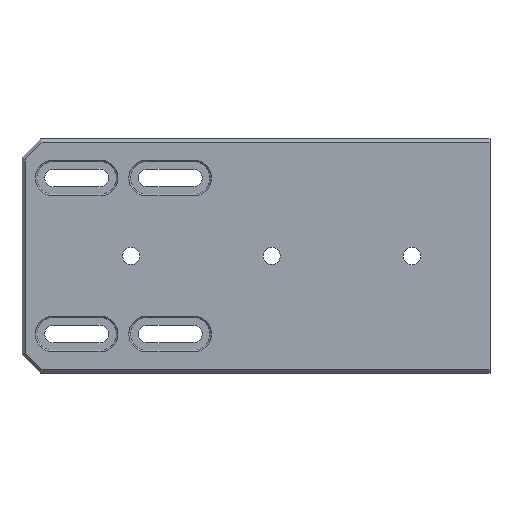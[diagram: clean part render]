
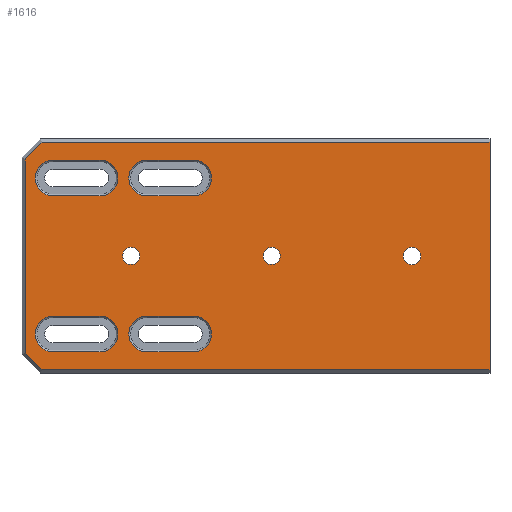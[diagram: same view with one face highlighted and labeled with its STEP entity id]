
A CAD part, top view. The second image highlights one B-rep face of the part: STEP entity #1616.
In plain terms, the highlighted planar face has unit normal (0, 0, 1).
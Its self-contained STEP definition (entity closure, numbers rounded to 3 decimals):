
#132=FACE_BOUND('',#328,.T.);
#133=FACE_BOUND('',#329,.T.);
#134=FACE_BOUND('',#330,.T.);
#135=FACE_BOUND('',#331,.T.);
#136=FACE_BOUND('',#332,.T.);
#137=FACE_BOUND('',#333,.T.);
#138=FACE_BOUND('',#334,.T.);
#184=PLANE('',#1735);
#236=FACE_OUTER_BOUND('',#327,.T.);
#327=EDGE_LOOP('',(#1185,#1186,#1187,#1188,#1189,#1190));
#328=EDGE_LOOP('',(#1191,#1192,#1193,#1194));
#329=EDGE_LOOP('',(#1195,#1196,#1197,#1198));
#330=EDGE_LOOP('',(#1199));
#331=EDGE_LOOP('',(#1200));
#332=EDGE_LOOP('',(#1201));
#333=EDGE_LOOP('',(#1202,#1203,#1204,#1205));
#334=EDGE_LOOP('',(#1206,#1207,#1208,#1209));
#436=CIRCLE('',#1725,5.75);
#438=CIRCLE('',#1729,5.75);
#441=CIRCLE('',#1736,5.75);
#442=CIRCLE('',#1737,5.75);
#443=CIRCLE('',#1738,5.75);
#444=CIRCLE('',#1739,5.75);
#445=CIRCLE('',#1740,2.75);
#446=CIRCLE('',#1741,2.75);
#447=CIRCLE('',#1742,2.75);
#448=CIRCLE('',#1743,5.75);
#449=CIRCLE('',#1744,5.75);
#519=LINE('',#2447,#665);
#522=LINE('',#2456,#668);
#528=LINE('',#2471,#674);
#529=LINE('',#2473,#675);
#530=LINE('',#2475,#676);
#531=LINE('',#2477,#677);
#532=LINE('',#2479,#678);
#533=LINE('',#2480,#679);
#534=LINE('',#2485,#680);
#535=LINE('',#2488,#681);
#536=LINE('',#2493,#682);
#537=LINE('',#2496,#683);
#538=LINE('',#2505,#684);
#539=LINE('',#2509,#685);
#665=VECTOR('',#1924,10.);
#668=VECTOR('',#1935,10.);
#674=VECTOR('',#1949,10.);
#675=VECTOR('',#1950,10.);
#676=VECTOR('',#1951,10.);
#677=VECTOR('',#1952,10.);
#678=VECTOR('',#1953,10.);
#679=VECTOR('',#1954,10.);
#680=VECTOR('',#1957,10.);
#681=VECTOR('',#1960,10.);
#682=VECTOR('',#1963,10.);
#683=VECTOR('',#1966,10.);
#684=VECTOR('',#1973,10.);
#685=VECTOR('',#1976,10.);
#809=VERTEX_POINT('',#2436);
#810=VERTEX_POINT('',#2438);
#813=VERTEX_POINT('',#2445);
#815=VERTEX_POINT('',#2451);
#819=VERTEX_POINT('',#2469);
#820=VERTEX_POINT('',#2470);
#821=VERTEX_POINT('',#2472);
#822=VERTEX_POINT('',#2474);
#823=VERTEX_POINT('',#2476);
#824=VERTEX_POINT('',#2478);
#825=VERTEX_POINT('',#2481);
#826=VERTEX_POINT('',#2482);
#827=VERTEX_POINT('',#2484);
#828=VERTEX_POINT('',#2486);
#829=VERTEX_POINT('',#2489);
#830=VERTEX_POINT('',#2490);
#831=VERTEX_POINT('',#2492);
#832=VERTEX_POINT('',#2494);
#833=VERTEX_POINT('',#2497);
#834=VERTEX_POINT('',#2499);
#835=VERTEX_POINT('',#2501);
#836=VERTEX_POINT('',#2503);
#837=VERTEX_POINT('',#2504);
#838=VERTEX_POINT('',#2506);
#839=VERTEX_POINT('',#2508);
#946=EDGE_CURVE('',#809,#810,#436,.T.);
#950=EDGE_CURVE('',#813,#809,#519,.T.);
#953=EDGE_CURVE('',#815,#813,#438,.T.);
#955=EDGE_CURVE('',#810,#815,#522,.T.);
#962=EDGE_CURVE('',#819,#820,#528,.T.);
#963=EDGE_CURVE('',#819,#821,#529,.T.);
#964=EDGE_CURVE('',#822,#821,#530,.T.);
#965=EDGE_CURVE('',#823,#822,#531,.T.);
#966=EDGE_CURVE('',#824,#823,#532,.T.);
#967=EDGE_CURVE('',#820,#824,#533,.T.);
#968=EDGE_CURVE('',#825,#826,#441,.T.);
#969=EDGE_CURVE('',#827,#825,#534,.T.);
#970=EDGE_CURVE('',#828,#827,#442,.T.);
#971=EDGE_CURVE('',#826,#828,#535,.T.);
#972=EDGE_CURVE('',#829,#830,#443,.T.);
#973=EDGE_CURVE('',#831,#829,#536,.T.);
#974=EDGE_CURVE('',#832,#831,#444,.T.);
#975=EDGE_CURVE('',#830,#832,#537,.T.);
#976=EDGE_CURVE('',#833,#833,#445,.T.);
#977=EDGE_CURVE('',#834,#834,#446,.T.);
#978=EDGE_CURVE('',#835,#835,#447,.T.);
#979=EDGE_CURVE('',#836,#837,#538,.T.);
#980=EDGE_CURVE('',#838,#836,#448,.T.);
#981=EDGE_CURVE('',#839,#838,#539,.T.);
#982=EDGE_CURVE('',#837,#839,#449,.T.);
#1185=ORIENTED_EDGE('',*,*,#962,.F.);
#1186=ORIENTED_EDGE('',*,*,#963,.T.);
#1187=ORIENTED_EDGE('',*,*,#964,.F.);
#1188=ORIENTED_EDGE('',*,*,#965,.F.);
#1189=ORIENTED_EDGE('',*,*,#966,.F.);
#1190=ORIENTED_EDGE('',*,*,#967,.F.);
#1191=ORIENTED_EDGE('',*,*,#968,.F.);
#1192=ORIENTED_EDGE('',*,*,#969,.F.);
#1193=ORIENTED_EDGE('',*,*,#970,.F.);
#1194=ORIENTED_EDGE('',*,*,#971,.F.);
#1195=ORIENTED_EDGE('',*,*,#972,.F.);
#1196=ORIENTED_EDGE('',*,*,#973,.F.);
#1197=ORIENTED_EDGE('',*,*,#974,.F.);
#1198=ORIENTED_EDGE('',*,*,#975,.F.);
#1199=ORIENTED_EDGE('',*,*,#976,.T.);
#1200=ORIENTED_EDGE('',*,*,#977,.T.);
#1201=ORIENTED_EDGE('',*,*,#978,.T.);
#1202=ORIENTED_EDGE('',*,*,#979,.F.);
#1203=ORIENTED_EDGE('',*,*,#980,.F.);
#1204=ORIENTED_EDGE('',*,*,#981,.F.);
#1205=ORIENTED_EDGE('',*,*,#982,.F.);
#1206=ORIENTED_EDGE('',*,*,#946,.F.);
#1207=ORIENTED_EDGE('',*,*,#950,.F.);
#1208=ORIENTED_EDGE('',*,*,#953,.F.);
#1209=ORIENTED_EDGE('',*,*,#955,.F.);
#1616=ADVANCED_FACE('',(#236,#132,#133,#134,#135,#136,#137,#138),#184,.T.);
#1725=AXIS2_PLACEMENT_3D('',#2439,#1916,#1917);
#1729=AXIS2_PLACEMENT_3D('',#2453,#1929,#1930);
#1735=AXIS2_PLACEMENT_3D('',#2468,#1947,#1948);
#1736=AXIS2_PLACEMENT_3D('',#2483,#1955,#1956);
#1737=AXIS2_PLACEMENT_3D('',#2487,#1958,#1959);
#1738=AXIS2_PLACEMENT_3D('',#2491,#1961,#1962);
#1739=AXIS2_PLACEMENT_3D('',#2495,#1964,#1965);
#1740=AXIS2_PLACEMENT_3D('',#2498,#1967,#1968);
#1741=AXIS2_PLACEMENT_3D('',#2500,#1969,#1970);
#1742=AXIS2_PLACEMENT_3D('',#2502,#1971,#1972);
#1743=AXIS2_PLACEMENT_3D('',#2507,#1974,#1975);
#1744=AXIS2_PLACEMENT_3D('',#2510,#1977,#1978);
#1916=DIRECTION('center_axis',(0.,0.,1.));
#1917=DIRECTION('ref_axis',(-1.,0.,0.));
#1924=DIRECTION('',(-1.,0.,0.));
#1929=DIRECTION('center_axis',(0.,0.,1.));
#1930=DIRECTION('ref_axis',(1.,0.,0.));
#1935=DIRECTION('',(1.,0.,0.));
#1947=DIRECTION('center_axis',(0.,0.,1.));
#1948=DIRECTION('ref_axis',(1.,0.,0.));
#1949=DIRECTION('',(-1.,0.,0.));
#1950=DIRECTION('',(0.,1.,0.));
#1951=DIRECTION('',(1.,0.,0.));
#1952=DIRECTION('',(0.707,0.707,0.));
#1953=DIRECTION('',(0.,1.,0.));
#1954=DIRECTION('',(-0.707,0.707,0.));
#1955=DIRECTION('center_axis',(0.,0.,1.));
#1956=DIRECTION('ref_axis',(-1.,0.,0.));
#1957=DIRECTION('',(-1.,0.,0.));
#1958=DIRECTION('center_axis',(0.,0.,1.));
#1959=DIRECTION('ref_axis',(1.,0.,0.));
#1960=DIRECTION('',(1.,0.,0.));
#1961=DIRECTION('center_axis',(0.,0.,1.));
#1962=DIRECTION('ref_axis',(1.,0.,0.));
#1963=DIRECTION('',(1.,0.,0.));
#1964=DIRECTION('center_axis',(0.,0.,1.));
#1965=DIRECTION('ref_axis',(-1.,0.,0.));
#1966=DIRECTION('',(-1.,0.,0.));
#1967=DIRECTION('center_axis',(0.,0.,-1.));
#1968=DIRECTION('ref_axis',(-1.,0.,0.));
#1969=DIRECTION('center_axis',(0.,0.,-1.));
#1970=DIRECTION('ref_axis',(-1.,0.,0.));
#1971=DIRECTION('center_axis',(0.,0.,-1.));
#1972=DIRECTION('ref_axis',(-1.,0.,0.));
#1973=DIRECTION('',(-1.,0.,0.));
#1974=DIRECTION('center_axis',(0.,0.,1.));
#1975=DIRECTION('ref_axis',(1.,0.,0.));
#1976=DIRECTION('',(1.,0.,0.));
#1977=DIRECTION('center_axis',(0.,0.,1.));
#1978=DIRECTION('ref_axis',(-1.,0.,0.));
#2436=CARTESIAN_POINT('',(-35.,30.75,4.));
#2438=CARTESIAN_POINT('',(-35.,19.25,4.));
#2439=CARTESIAN_POINT('Origin',(-35.,25.,4.));
#2445=CARTESIAN_POINT('',(-20.,30.75,4.));
#2447=CARTESIAN_POINT('',(-10.,30.75,4.));
#2451=CARTESIAN_POINT('',(-20.,19.25,4.));
#2453=CARTESIAN_POINT('Origin',(-20.,25.,4.));
#2456=CARTESIAN_POINT('',(-17.5,19.25,4.));
#2468=CARTESIAN_POINT('Origin',(0.,0.,4.));
#2469=CARTESIAN_POINT('',(75.,-36.5,4.));
#2470=CARTESIAN_POINT('',(-68.586,-36.5,4.));
#2471=CARTESIAN_POINT('',(-37.5,-36.5,4.));
#2472=CARTESIAN_POINT('',(75.,36.5,4.));
#2473=CARTESIAN_POINT('',(75.,-37.5,4.));
#2474=CARTESIAN_POINT('',(-68.586,36.5,4.));
#2475=CARTESIAN_POINT('',(37.5,36.5,4.));
#2476=CARTESIAN_POINT('',(-74.,31.086,4.));
#2477=CARTESIAN_POINT('',(-61.918,43.168,4.));
#2478=CARTESIAN_POINT('',(-74.,-31.086,4.));
#2479=CARTESIAN_POINT('',(-74.,18.75,4.));
#2480=CARTESIAN_POINT('',(-61.918,-43.168,4.));
#2481=CARTESIAN_POINT('',(-65.,30.75,4.));
#2482=CARTESIAN_POINT('',(-65.,19.25,4.));
#2483=CARTESIAN_POINT('Origin',(-65.,25.,4.));
#2484=CARTESIAN_POINT('',(-50.,30.75,4.));
#2485=CARTESIAN_POINT('',(-25.,30.75,4.));
#2486=CARTESIAN_POINT('',(-50.,19.25,4.));
#2487=CARTESIAN_POINT('Origin',(-50.,25.,4.));
#2488=CARTESIAN_POINT('',(-32.5,19.25,4.));
#2489=CARTESIAN_POINT('',(-50.,-30.75,4.));
#2490=CARTESIAN_POINT('',(-50.,-19.25,4.));
#2491=CARTESIAN_POINT('Origin',(-50.,-25.,4.));
#2492=CARTESIAN_POINT('',(-65.,-30.75,4.));
#2493=CARTESIAN_POINT('',(-32.5,-30.75,4.));
#2494=CARTESIAN_POINT('',(-65.,-19.25,4.));
#2495=CARTESIAN_POINT('Origin',(-65.,-25.,4.));
#2496=CARTESIAN_POINT('',(-25.,-19.25,4.));
#2497=CARTESIAN_POINT('',(-37.25,0.,4.));
#2498=CARTESIAN_POINT('Origin',(-40.,0.,4.));
#2499=CARTESIAN_POINT('',(52.75,0.,4.));
#2500=CARTESIAN_POINT('Origin',(50.,0.,4.));
#2501=CARTESIAN_POINT('',(7.75,0.,4.));
#2502=CARTESIAN_POINT('Origin',(5.,0.,4.));
#2503=CARTESIAN_POINT('',(-20.,-19.25,4.));
#2504=CARTESIAN_POINT('',(-35.,-19.25,4.));
#2505=CARTESIAN_POINT('',(-10.,-19.25,4.));
#2506=CARTESIAN_POINT('',(-20.,-30.75,4.));
#2507=CARTESIAN_POINT('Origin',(-20.,-25.,4.));
#2508=CARTESIAN_POINT('',(-35.,-30.75,4.));
#2509=CARTESIAN_POINT('',(-17.5,-30.75,4.));
#2510=CARTESIAN_POINT('Origin',(-35.,-25.,4.));
